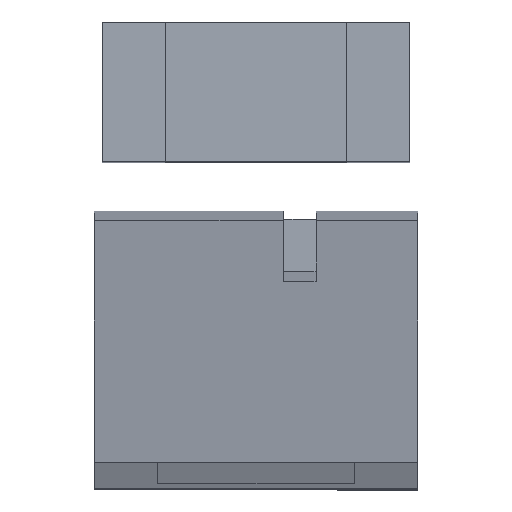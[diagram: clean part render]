
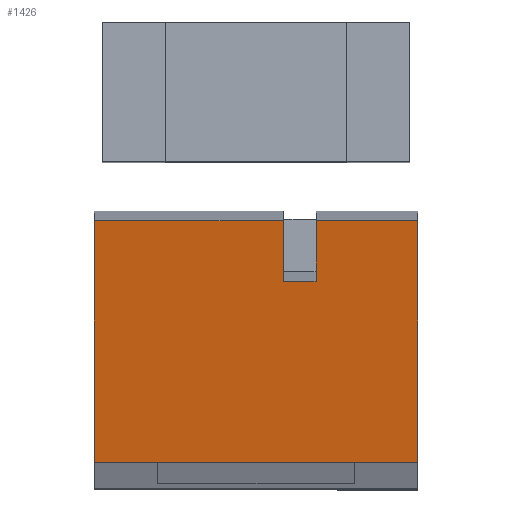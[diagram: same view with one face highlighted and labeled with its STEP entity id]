
A CAD part, top view. The second image highlights one B-rep face of the part: STEP entity #1426.
In plain terms, the highlighted face is planar.
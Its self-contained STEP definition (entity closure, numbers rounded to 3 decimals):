
#132 = DIRECTION ( 'NONE',  ( 0., -1., 0. ) ) ;
#357 = VECTOR ( 'NONE', #673, 1000. ) ;
#421 = LINE ( 'NONE', #1631, #2219 ) ;
#429 = ORIENTED_EDGE ( 'NONE', *, *, #1350, .T. ) ;
#430 = DIRECTION ( 'NONE',  ( 0., 0., -1. ) ) ;
#480 = EDGE_CURVE ( 'NONE', #3357, #2530, #1224, .T. ) ;
#494 = CARTESIAN_POINT ( 'NONE',  ( 12.5, 14.5, -56. ) ) ;
#537 = FACE_OUTER_BOUND ( 'NONE', #1413, .T. ) ;
#596 = EDGE_CURVE ( 'NONE', #3389, #825, #421, .T. ) ;
#673 = DIRECTION ( 'NONE',  ( 0., 0., 1. ) ) ;
#681 = CARTESIAN_POINT ( 'NONE',  ( 74., 14.5, 56. ) ) ;
#759 = CARTESIAN_POINT ( 'NONE',  ( 74., 14.5, -56. ) ) ;
#825 = VERTEX_POINT ( 'NONE', #1398 ) ;
#848 = ORIENTED_EDGE ( 'NONE', *, *, #1365, .T. ) ;
#891 = ORIENTED_EDGE ( 'NONE', *, *, #2055, .F. ) ;
#902 = VECTOR ( 'NONE', #3098, 1000. ) ;
#1066 = DIRECTION ( 'NONE',  ( 1., 0., 0. ) ) ;
#1147 = VECTOR ( 'NONE', #2005, 1000. ) ;
#1167 = EDGE_CURVE ( 'NONE', #1850, #1894, #1250, .T. ) ;
#1224 = LINE ( 'NONE', #2348, #2874 ) ;
#1250 = LINE ( 'NONE', #3351, #1719 ) ;
#1350 = EDGE_CURVE ( 'NONE', #2530, #3389, #1665, .T. ) ;
#1365 = EDGE_CURVE ( 'NONE', #825, #3423, #3438, .T. ) ;
#1371 = ORIENTED_EDGE ( 'NONE', *, *, #1167, .F. ) ;
#1398 = CARTESIAN_POINT ( 'NONE',  ( 74., 14.5, 56. ) ) ;
#1413 = EDGE_LOOP ( 'NONE', ( #1764, #891, #1371, #3060, #2715, #429, #3444, #848 ) ) ;
#1426 = ADVANCED_FACE ( 'NONE', ( #537 ), #2011, .F. ) ;
#1462 = EDGE_CURVE ( 'NONE', #3423, #2576, #3065, .T. ) ;
#1505 = CARTESIAN_POINT ( 'NONE',  ( 12.5, 14.5, -56. ) ) ;
#1526 = CARTESIAN_POINT ( 'NONE',  ( -74., 14.5, -56. ) ) ;
#1572 = EDGE_CURVE ( 'NONE', #3357, #1850, #3228, .T. ) ;
#1631 = CARTESIAN_POINT ( 'NONE',  ( -74., 14.5, 56. ) ) ;
#1640 = CARTESIAN_POINT ( 'NONE',  ( -74., 14.5, -56. ) ) ;
#1665 = LINE ( 'NONE', #2260, #357 ) ;
#1719 = VECTOR ( 'NONE', #2051, 1000. ) ;
#1731 = DIRECTION ( 'NONE',  ( 0., 0., -1. ) ) ;
#1764 = ORIENTED_EDGE ( 'NONE', *, *, #1462, .T. ) ;
#1850 = VERTEX_POINT ( 'NONE', #2940 ) ;
#1894 = VERTEX_POINT ( 'NONE', #2716 ) ;
#2005 = DIRECTION ( 'NONE',  ( 0., 0., -1. ) ) ;
#2011 = PLANE ( 'NONE',  #2383 ) ;
#2051 = DIRECTION ( 'NONE',  ( 1., 0., 0. ) ) ;
#2055 = EDGE_CURVE ( 'NONE', #1894, #2576, #2446, .T. ) ;
#2213 = CARTESIAN_POINT ( 'NONE',  ( 27.5, 14.5, -56. ) ) ;
#2219 = VECTOR ( 'NONE', #1066, 1000. ) ;
#2260 = CARTESIAN_POINT ( 'NONE',  ( -74., 14.5, 56. ) ) ;
#2348 = CARTESIAN_POINT ( 'NONE',  ( -74., 14.5, -56. ) ) ;
#2383 = AXIS2_PLACEMENT_3D ( 'NONE', #3067, #132, #430 ) ;
#2446 = LINE ( 'NONE', #2503, #1147 ) ;
#2503 = CARTESIAN_POINT ( 'NONE',  ( 27.5, 14.5, -56. ) ) ;
#2530 = VERTEX_POINT ( 'NONE', #1640 ) ;
#2576 = VERTEX_POINT ( 'NONE', #2213 ) ;
#2632 = DIRECTION ( 'NONE',  ( -1., 0., 0. ) ) ;
#2715 = ORIENTED_EDGE ( 'NONE', *, *, #480, .T. ) ;
#2716 = CARTESIAN_POINT ( 'NONE',  ( 27.5, 14.5, -28. ) ) ;
#2874 = VECTOR ( 'NONE', #2632, 1000. ) ;
#2940 = CARTESIAN_POINT ( 'NONE',  ( 12.5, 14.5, -28. ) ) ;
#3060 = ORIENTED_EDGE ( 'NONE', *, *, #1572, .F. ) ;
#3065 = LINE ( 'NONE', #1526, #3151 ) ;
#3067 = CARTESIAN_POINT ( 'NONE',  ( 74., 14.5, -56. ) ) ;
#3098 = DIRECTION ( 'NONE',  ( 0., 0., 1. ) ) ;
#3134 = DIRECTION ( 'NONE',  ( -1., 0., 0. ) ) ;
#3151 = VECTOR ( 'NONE', #3134, 1000. ) ;
#3228 = LINE ( 'NONE', #494, #902 ) ;
#3238 = VECTOR ( 'NONE', #1731, 1000. ) ;
#3351 = CARTESIAN_POINT ( 'NONE',  ( 27.5, 14.5, -28. ) ) ;
#3357 = VERTEX_POINT ( 'NONE', #1505 ) ;
#3376 = CARTESIAN_POINT ( 'NONE',  ( -74., 14.5, 56. ) ) ;
#3389 = VERTEX_POINT ( 'NONE', #3376 ) ;
#3423 = VERTEX_POINT ( 'NONE', #759 ) ;
#3438 = LINE ( 'NONE', #681, #3238 ) ;
#3444 = ORIENTED_EDGE ( 'NONE', *, *, #596, .T. ) ;
